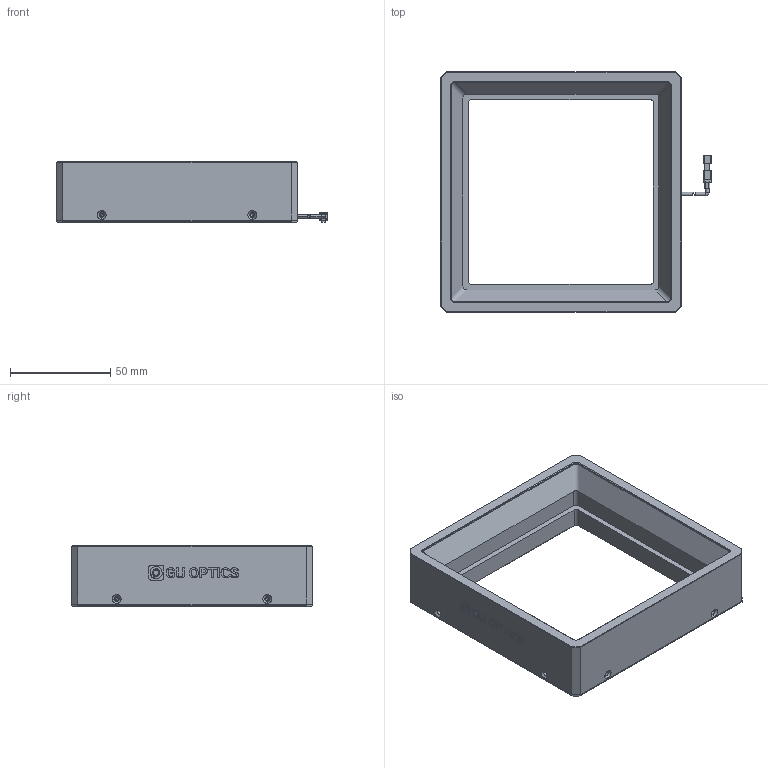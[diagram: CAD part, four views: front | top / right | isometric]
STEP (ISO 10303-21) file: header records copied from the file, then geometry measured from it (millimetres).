
FILE_DESCRIPTION (( 'STEP AP214' ), '1' );
FILE_NAME ('661201-B.STEP', '2019-03-18T06:14:29', ( 'user' ), ( '微软中国' ), 'SwSTEP 2.0', 'SolidWorks 2016', '' );
FILE_SCHEMA (( 'AUTOMOTIVE_DESIGN' ));
Length unit declared in the file: millimetre
Products named in the file (1): 661201-B
Bounding box: 135 x 120 x 30.4 mm (x, y, z)
Volume: 133933.6 mm3; surface area: 88628.3 mm2
Topology: 6 solids, 6 shells, 873 faces, 2211 edges, 1444 vertices
Faces by surface type: plane 585, cylinder 177, bspline 63, cone 48
Entity records: 35304 total; most frequent: CARTESIAN_POINT 5858, ORIENTED_EDGE 4374, DIRECTION 4064, EDGE_CURVE 2187, VECTOR 1672, LINE 1672, VERTEX_POINT 1444, AXIS2_PLACEMENT_3D 1196
